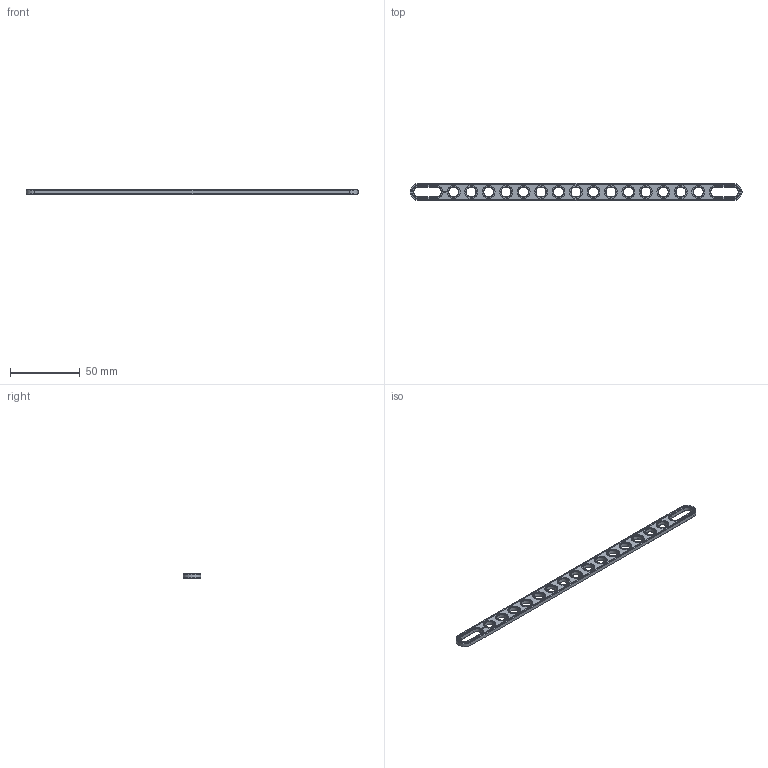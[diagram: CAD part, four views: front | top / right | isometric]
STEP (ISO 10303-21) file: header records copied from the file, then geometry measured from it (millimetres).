
FILE_DESCRIPTION(('FreeCAD Model'),'2;1');
FILE_NAME('Open CASCADE Shape Model','2023-01-08T23:30:19',(''),(''), 'Open CASCADE STEP processor 7.6','FreeCAD','Unknown');
FILE_SCHEMA(('AUTOMOTIVE_DESIGN { 1 0 10303 214 1 1 1 1 }'));
Length unit declared in the file: millimetre
Products named in the file (1): Brace STR SLT BE ERR BU19x01x00.25x02 - SPN-BRC-0357 (stemfie.org)
Bounding box: 237.5 x 12.5 x 3.12 mm (x, y, z)
Volume: 6289.9 mm3; surface area: 6954 mm2
Topology: 1 solids, 1 shells, 641 faces, 1728 edges, 1139 vertices
Faces by surface type: plane 359, extrusion 198, cone 42, cylinder 42
Full cylindrical faces by diameter (mm): 7 x15, 9.2 x15
Entity records: 44004 total; most frequent: CARTESIAN_POINT 10711, DIRECTION 5398, VECTOR 4150, LINE 3952, ORIENTED_EDGE 3456, PCURVE 3456, DEFINITIONAL_REPRESENTATION 3456, EDGE_CURVE 1728
